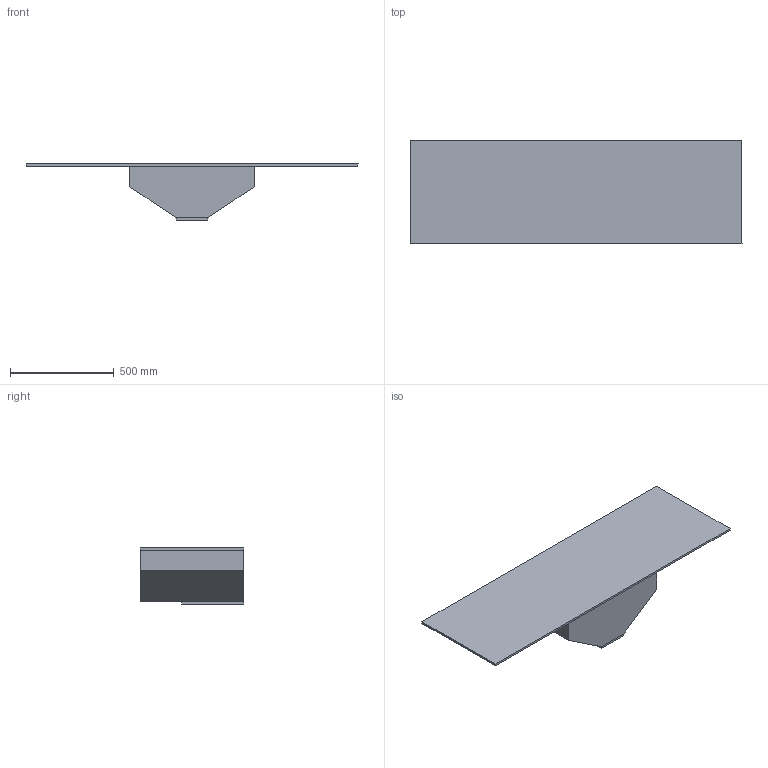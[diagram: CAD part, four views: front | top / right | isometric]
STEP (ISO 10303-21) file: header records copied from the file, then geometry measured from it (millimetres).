
FILE_DESCRIPTION(/* description */ ('STEP AP242','CAx-IF Rec.Pracs.---Representation and Presentation of Product Manufacturing Information (PMI)---4.0---2014-10-13','CAx-IF Rec.Pracs.---3D Tessellated Geometry---0.4---2014-09-14','2;1'),/* implementation_level */ '2;1');
FILE_NAME(/* name */ '6615d0c2bec742296e0d87f0',/* time_stamp */ '2024-04-09T23:35:30Z',/* author */ (''),/* organization */ (''),/* preprocessor_version */ 'ST-DEVELOPER v20',/* originating_system */ ' ',/* authorisation */ ' ');
FILE_SCHEMA (('AP242_MANAGED_MODEL_BASED_3D_ENGINEERING_MIM_LF { 1 0 10303 442 1 1 4 }'));
Length unit declared in the file: metre
Products named in the file (4): Assembly 2; bottom panel; Solar panel; Bus filled
Assembly tree (3 placements, depth 2):
  Assembly 2
    bottom panel
    Solar panel
    Bus filled
Bounding box: 1600 x 500 x 270 mm (x, y, z)
Volume: 66575000 mm3; surface area: 2718916.3 mm2
Topology: 3 solids, 3 shells, 20 faces, 42 edges, 28 vertices
Faces by surface type: plane 20
Entity records: 619 total; most frequent: CARTESIAN_POINT 94, DIRECTION 90, ORIENTED_EDGE 84, EDGE_CURVE 42, LINE 42, VECTOR 42, VERTEX_POINT 28, AXIS2_PLACEMENT_3D 24
